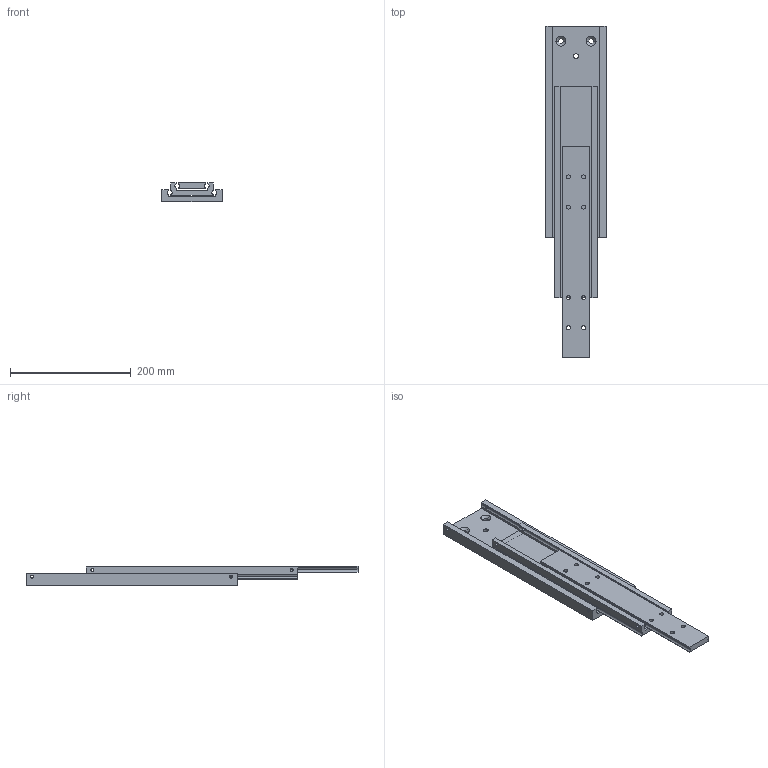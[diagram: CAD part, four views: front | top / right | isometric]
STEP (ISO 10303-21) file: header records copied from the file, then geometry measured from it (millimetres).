
FILE_DESCRIPTION((''),'2;1');
FILE_NAME('TSRT-100 350.stp','2021-04-27T14:46:21',(''),(''),'Mechanical Desktop 2006','Mechanical Desktop 2006',', , ');
FILE_SCHEMA(('CONFIG_CONTROL_DESIGN'));
Length unit declared in the file: millimetre
Products named in the file (4): TSRT-100 A; MAIN PROFILE; MIDDLE BEAM; OUTER BEAM
Assembly tree (3 placements, depth 2):
  TSRT-100 A
    MAIN PROFILE
    MIDDLE BEAM
    OUTER BEAM
Bounding box: 100 x 550 x 32 mm (x, y, z)
Volume: 756859.7 mm3; surface area: 214969.1 mm2
Topology: 3 solids, 4 shells, 137 faces, 390 edges, 253 vertices
Faces by surface type: cylinder 80, plane 39, cone 18
Entity records: 5465 total; most frequent: CARTESIAN_POINT 1610, DIRECTION 778, ORIENTED_EDGE 776, EDGE_CURVE 388, AXIS2_PLACEMENT_3D 293, VERTEX_POINT 253, VECTOR 192, LINE 192
